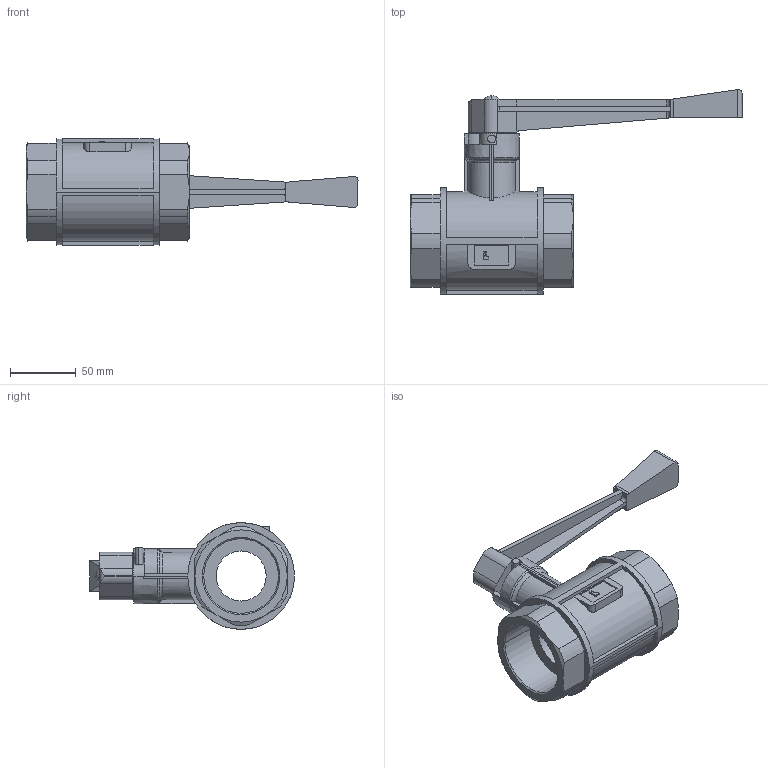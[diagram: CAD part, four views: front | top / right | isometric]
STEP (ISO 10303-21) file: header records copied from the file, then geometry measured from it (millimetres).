
FILE_DESCRIPTION(('STEP AP214'),'1');
FILE_NAME('0402_40_48.stp','2016-07-07T14:23:38',('TraceParts'),('TraceParts S.A.'),'Spatial InterOp 3D',' ',' ');
FILE_SCHEMA(('automotive_design'));
Length unit declared in the file: millimetre
Products named in the file (1): 1
Bounding box: 252 x 155.53 x 81 mm (x, y, z)
Volume: 430072.7 mm3; surface area: 84497 mm2
Topology: 4 solids, 4 shells, 210 faces, 548 edges, 355 vertices
Faces by surface type: plane 105, cylinder 72, cone 23, torus 10
Entity records: 6967 total; most frequent: CARTESIAN_POINT 1768, DIRECTION 1096, ORIENTED_EDGE 1092, EDGE_CURVE 546, AXIS2_PLACEMENT_3D 399, VERTEX_POINT 355, LINE 298, VECTOR 298
